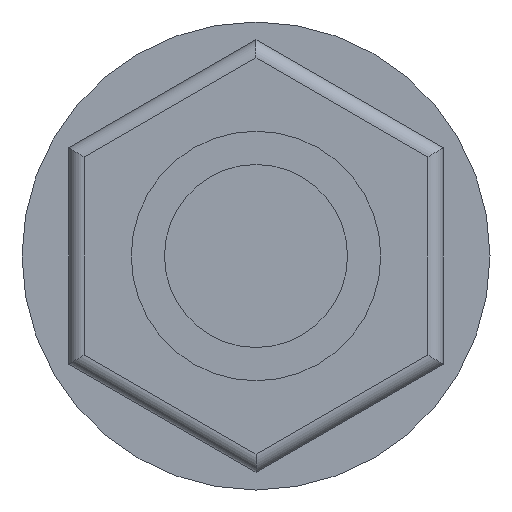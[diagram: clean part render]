
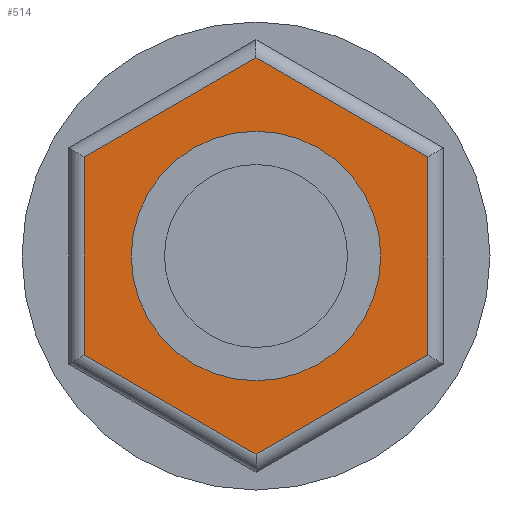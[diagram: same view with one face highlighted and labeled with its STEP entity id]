
A CAD part, left-side view. The second image highlights one B-rep face of the part: STEP entity #514.
In plain terms, the highlighted planar face has unit normal (-1, 0, 0).
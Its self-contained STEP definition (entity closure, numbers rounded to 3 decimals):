
#36=FACE_BOUND('',#126,.T.);
#43=CIRCLE('',#615,8.);
#61=PLANE('',#614);
#89=FACE_OUTER_BOUND('',#125,.T.);
#125=EDGE_LOOP('',(#420,#421,#422,#423,#424,#425));
#126=EDGE_LOOP('',(#426));
#182=LINE('',#887,#220);
#185=LINE('',#896,#223);
#186=LINE('',#900,#224);
#187=LINE('',#904,#225);
#189=LINE('',#909,#227);
#190=LINE('',#912,#228);
#220=VECTOR('',#710,10.);
#223=VECTOR('',#719,10.);
#224=VECTOR('',#724,10.);
#225=VECTOR('',#729,10.);
#227=VECTOR('',#735,10.);
#228=VECTOR('',#740,10.);
#256=VERTEX_POINT('',#885);
#257=VERTEX_POINT('',#886);
#260=VERTEX_POINT('',#895);
#261=VERTEX_POINT('',#899);
#262=VERTEX_POINT('',#903);
#263=VERTEX_POINT('',#908);
#264=VERTEX_POINT('',#918);
#305=EDGE_CURVE('',#256,#257,#182,.T.);
#310=EDGE_CURVE('',#257,#260,#185,.T.);
#312=EDGE_CURVE('',#260,#261,#186,.T.);
#314=EDGE_CURVE('',#262,#256,#187,.T.);
#317=EDGE_CURVE('',#261,#263,#189,.T.);
#319=EDGE_CURVE('',#263,#262,#190,.T.);
#322=EDGE_CURVE('',#264,#264,#43,.T.);
#420=ORIENTED_EDGE('',*,*,#305,.F.);
#421=ORIENTED_EDGE('',*,*,#314,.F.);
#422=ORIENTED_EDGE('',*,*,#319,.F.);
#423=ORIENTED_EDGE('',*,*,#317,.F.);
#424=ORIENTED_EDGE('',*,*,#312,.F.);
#425=ORIENTED_EDGE('',*,*,#310,.F.);
#426=ORIENTED_EDGE('',*,*,#322,.T.);
#514=ADVANCED_FACE('',(#89,#36),#61,.T.);
#614=AXIS2_PLACEMENT_3D('',#917,#747,#748);
#615=AXIS2_PLACEMENT_3D('',#919,#749,#750);
#710=DIRECTION('',(0.,-0.866,-0.5));
#719=DIRECTION('',(0.,0.,-1.));
#724=DIRECTION('',(0.,0.866,-0.5));
#729=DIRECTION('',(0.,-0.866,0.5));
#735=DIRECTION('',(0.,0.866,0.5));
#740=DIRECTION('',(0.,0.,1.));
#747=DIRECTION('center_axis',(-1.,0.,0.));
#748=DIRECTION('ref_axis',(0.,-0.5,0.866));
#749=DIRECTION('center_axis',(1.,0.,0.));
#750=DIRECTION('ref_axis',(0.,-0.5,0.866));
#885=CARTESIAN_POINT('',(15.545,0.,12.702));
#886=CARTESIAN_POINT('',(15.545,-11.,6.351));
#887=CARTESIAN_POINT('',(15.545,-5.5,9.526));
#895=CARTESIAN_POINT('',(15.545,-11.,-6.351));
#896=CARTESIAN_POINT('',(15.545,-11.,0.));
#899=CARTESIAN_POINT('',(15.545,0.,-12.702));
#900=CARTESIAN_POINT('',(15.545,-5.5,-9.526));
#903=CARTESIAN_POINT('',(15.545,11.,6.351));
#904=CARTESIAN_POINT('',(15.545,5.5,9.526));
#908=CARTESIAN_POINT('',(15.545,11.,-6.351));
#909=CARTESIAN_POINT('',(15.545,5.5,-9.526));
#912=CARTESIAN_POINT('',(15.545,11.,0.));
#917=CARTESIAN_POINT('Origin',(15.545,0.,0.));
#918=CARTESIAN_POINT('',(15.545,4.,-6.928));
#919=CARTESIAN_POINT('Origin',(15.545,0.,0.));
